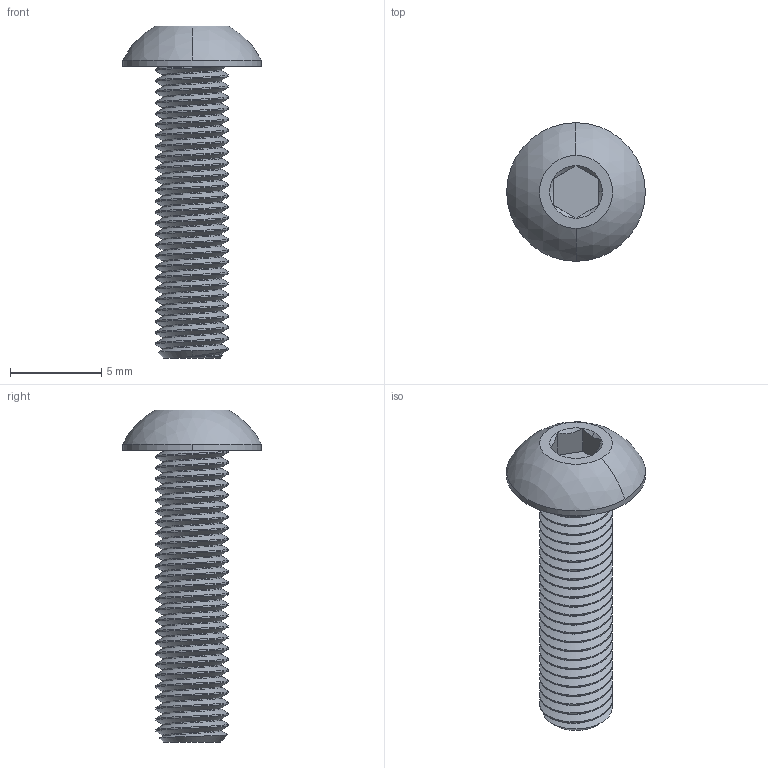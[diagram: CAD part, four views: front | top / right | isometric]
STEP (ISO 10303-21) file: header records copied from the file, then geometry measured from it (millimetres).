
FILE_DESCRIPTION (( 'STEP AP203' ), '1' );
FILE_NAME ('2802-0004-0016.STEP', '2017-04-04T18:22:33', ( '' ), ( '' ), 'SwSTEP 2.0', 'SolidWorks 2016', '' );
FILE_SCHEMA (( 'CONFIG_CONTROL_DESIGN' ));
Length unit declared in the file: millimetre
Products named in the file (1): 2802-0004-0016
Bounding box: 7.6 x 7.6 x 18.2 mm (x, y, z)
Volume: 229.6 mm3; surface area: 443.3 mm2
Topology: 1 solids, 1 shells, 80 faces, 216 edges, 140 vertices
Faces by surface type: cylinder 55, cone 10, plane 10, bspline 3, sphere 2
Entity records: 5592 total; most frequent: CARTESIAN_POINT 3857, ORIENTED_EDGE 432, DIRECTION 268, EDGE_CURVE 216, VERTEX_POINT 140, AXIS2_PLACEMENT_3D 99, EDGE_LOOP 82, FACE_OUTER_BOUND 80
